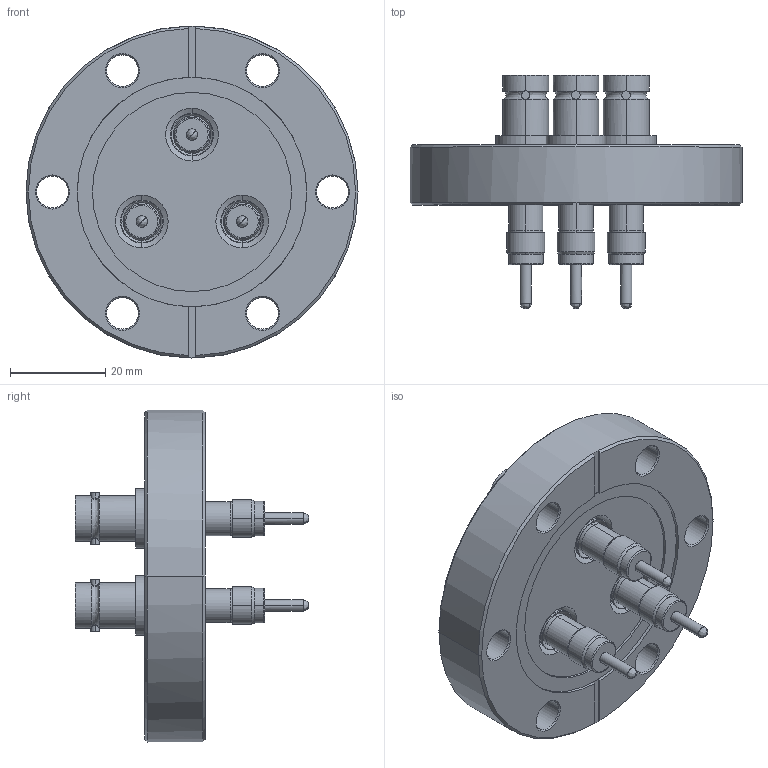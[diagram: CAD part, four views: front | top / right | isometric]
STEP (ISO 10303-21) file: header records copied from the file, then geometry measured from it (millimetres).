
FILE_DESCRIPTION (( 'STEP AP203' ), '1' );
FILE_NAME ('A0338-1-CF.STEP', '2011-11-04T16:53:27', ( '' ), ( '' ), 'SwSTEP 2.0', 'SolidWorks 2011', '' );
FILE_SCHEMA (( 'CONFIG_CONTROL_DESIGN' ));
Length unit declared in the file: inch
Products named in the file (1): A0338-1-CF
Bounding box: 69.85 x 49.15 x 69.85 mm (x, y, z)
Volume: 46315 mm3; surface area: 22625.8 mm2
Topology: 1 solids, 4 shells, 358 faces, 824 edges, 508 vertices
Faces by surface type: cylinder 174, cone 101, plane 59, bspline 24
Entity records: 10750 total; most frequent: CARTESIAN_POINT 2363, DIRECTION 1905, ORIENTED_EDGE 1636, EDGE_CURVE 818, AXIS2_PLACEMENT_3D 810, VERTEX_POINT 508, CIRCLE 475, EDGE_LOOP 416
